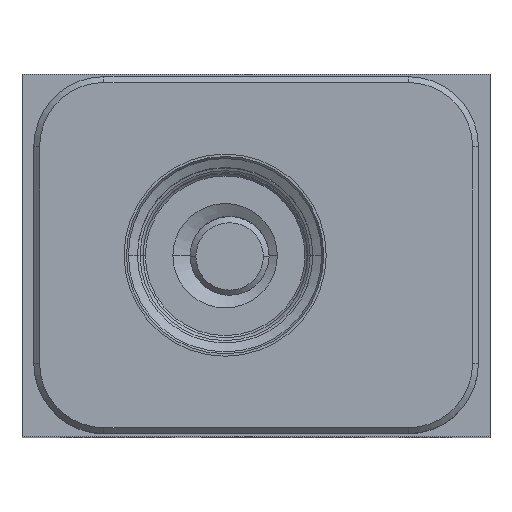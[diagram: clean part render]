
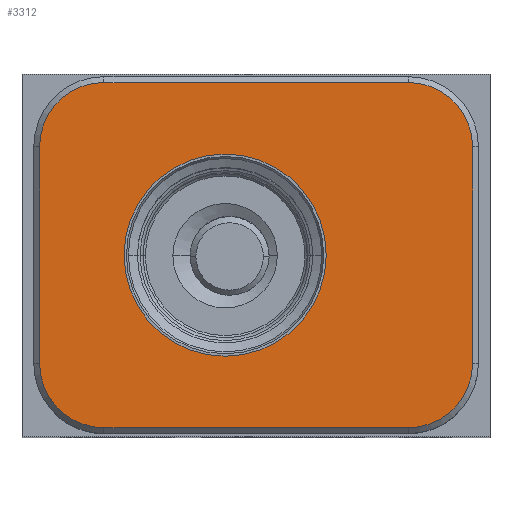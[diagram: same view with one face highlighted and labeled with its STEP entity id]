
A CAD part, top view. The second image highlights one B-rep face of the part: STEP entity #3312.
In plain terms, the highlighted planar face has unit normal (0, 0, 1).
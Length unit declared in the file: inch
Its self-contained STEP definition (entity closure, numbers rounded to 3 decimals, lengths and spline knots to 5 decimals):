
#75=CARTESIAN_POINT('',(0.438,-1.547,4.5));
#76=DIRECTION('',(0.,0.,-1.));
#77=DIRECTION('',(0.,-1.,0.));
#78=AXIS2_PLACEMENT_3D('',#75,#76,#77);
#89=CARTESIAN_POINT('',(1.085,-0.969,4.5));
#90=DIRECTION('',(0.,0.,-1.));
#91=DIRECTION('',(-1.,0.,0.));
#92=AXIS2_PLACEMENT_3D('',#89,#90,#91);
#94=CARTESIAN_POINT('',(1.085,-0.969,4.5));
#95=DIRECTION('',(0.,0.,-1.));
#96=DIRECTION('',(1.,0.,0.));
#97=AXIS2_PLACEMENT_3D('',#94,#95,#96);
#2804=DIRECTION('',(0.,1.,0.));
#2805=VECTOR('',#2804,1.156);
#2806=CARTESIAN_POINT('',(0.094,-1.547,4.5));
#2807=LINE('',#2806,#2805);
#2824=CARTESIAN_POINT('',(0.438,-0.391,4.5));
#2825=DIRECTION('',(0.,0.,-1.));
#2826=DIRECTION('',(-1.,0.,0.));
#2827=AXIS2_PLACEMENT_3D('',#2824,#2825,#2826);
#2842=DIRECTION('',(1.,0.,0.));
#2843=VECTOR('',#2842,1.625);
#2844=CARTESIAN_POINT('',(0.438,-0.047,4.5));
#2845=LINE('',#2844,#2843);
#2858=CARTESIAN_POINT('',(2.063,-0.391,4.5));
#2859=DIRECTION('',(0.,0.,-1.));
#2860=DIRECTION('',(0.,1.,0.));
#2861=AXIS2_PLACEMENT_3D('',#2858,#2859,#2860);
#2872=DIRECTION('',(0.,-1.,0.));
#2873=VECTOR('',#2872,1.156);
#2874=CARTESIAN_POINT('',(2.407,-0.391,4.5));
#2875=LINE('',#2874,#2873);
#2892=CARTESIAN_POINT('',(2.063,-1.547,4.5));
#2893=DIRECTION('',(0.,0.,-1.));
#2894=DIRECTION('',(1.,0.,0.));
#2895=AXIS2_PLACEMENT_3D('',#2892,#2893,#2894);
#2906=DIRECTION('',(-1.,0.,0.));
#2907=VECTOR('',#2906,1.625);
#2908=CARTESIAN_POINT('',(2.063,-1.891,4.5));
#2909=LINE('',#2908,#2907);
#2958=CARTESIAN_POINT('',(0.545,-0.969,4.5));
#2959=CARTESIAN_POINT('',(1.625,-0.969,4.5));
#2960=VERTEX_POINT('',#2958);
#2961=VERTEX_POINT('',#2959);
#3002=CARTESIAN_POINT('',(0.438,-0.047,4.5));
#3003=CARTESIAN_POINT('',(2.063,-0.047,4.5));
#3004=VERTEX_POINT('',#3002);
#3005=VERTEX_POINT('',#3003);
#3010=CARTESIAN_POINT('',(2.407,-0.391,4.5));
#3011=VERTEX_POINT('',#3010);
#3014=CARTESIAN_POINT('',(2.407,-1.547,4.5));
#3015=VERTEX_POINT('',#3014);
#3018=CARTESIAN_POINT('',(2.063,-1.891,4.5));
#3019=VERTEX_POINT('',#3018);
#3022=CARTESIAN_POINT('',(0.438,-1.891,4.5));
#3023=VERTEX_POINT('',#3022);
#3026=CARTESIAN_POINT('',(0.094,-1.547,4.5));
#3027=VERTEX_POINT('',#3026);
#3030=CARTESIAN_POINT('',(0.094,-0.391,4.5));
#3031=VERTEX_POINT('',#3030);
#3284=CARTESIAN_POINT('',(0.,0.,4.5));
#3285=DIRECTION('',(0.,0.,1.));
#3286=DIRECTION('',(1.,0.,0.));
#3287=AXIS2_PLACEMENT_3D('',#3284,#3285,#3286);
#3288=PLANE('',#3287);
#3289=ORIENTED_EDGE('',*,*,#3274,.T.);
#3291=ORIENTED_EDGE('',*,*,#3290,.T.);
#3293=ORIENTED_EDGE('',*,*,#3292,.T.);
#3295=ORIENTED_EDGE('',*,*,#3294,.T.);
#3297=ORIENTED_EDGE('',*,*,#3296,.T.);
#3299=ORIENTED_EDGE('',*,*,#3298,.T.);
#3301=ORIENTED_EDGE('',*,*,#3300,.T.);
#3303=ORIENTED_EDGE('',*,*,#3302,.T.);
#3304=EDGE_LOOP('',(#3289,#3291,#3293,#3295,#3297,#3299,#3301,#3303));
#3305=FACE_OUTER_BOUND('',#3304,.F.);
#3307=ORIENTED_EDGE('',*,*,#3306,.F.);
#3309=ORIENTED_EDGE('',*,*,#3308,.F.);
#3310=EDGE_LOOP('',(#3307,#3309));
#3311=FACE_BOUND('',#3310,.F.);
#3312=ADVANCED_FACE('',(#3305,#3311),#3288,.T.);
#79=CIRCLE('',#78,0.344);
#93=CIRCLE('',#92,0.54);
#98=CIRCLE('',#97,0.54);
#2828=CIRCLE('',#2827,0.344);
#2862=CIRCLE('',#2861,0.344);
#2896=CIRCLE('',#2895,0.344);
#3274=EDGE_CURVE('',#3023,#3027,#79,.T.);
#3290=EDGE_CURVE('',#3027,#3031,#2807,.T.);
#3292=EDGE_CURVE('',#3031,#3004,#2828,.T.);
#3294=EDGE_CURVE('',#3004,#3005,#2845,.T.);
#3296=EDGE_CURVE('',#3005,#3011,#2862,.T.);
#3298=EDGE_CURVE('',#3011,#3015,#2875,.T.);
#3300=EDGE_CURVE('',#3015,#3019,#2896,.T.);
#3302=EDGE_CURVE('',#3019,#3023,#2909,.T.);
#3306=EDGE_CURVE('',#2960,#2961,#93,.T.);
#3308=EDGE_CURVE('',#2961,#2960,#98,.T.);
